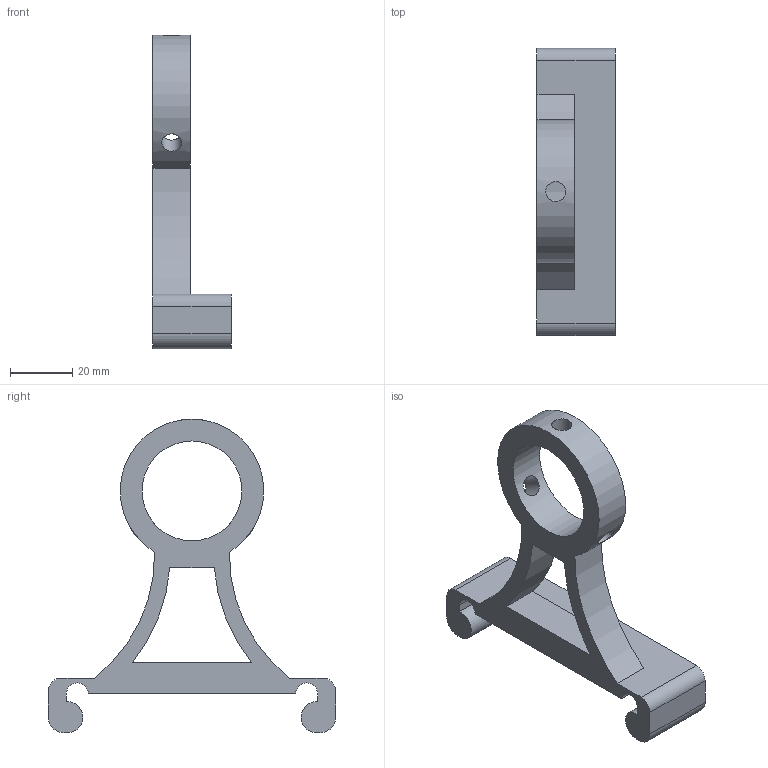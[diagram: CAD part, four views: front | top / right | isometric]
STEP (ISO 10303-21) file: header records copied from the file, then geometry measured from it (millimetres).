
FILE_DESCRIPTION(/* description */ (''),/* implementation_level */ '2;1');
FILE_NAME(/* name */ 'Rail-HeNeHolder.stp',/* time_stamp */ '2023-06-07T15:08:40+02:00',/* author */ ('hello'),/* organization */ (''),/* preprocessor_version */ 'ST-DEVELOPER v19.2',/* originating_system */ 'Autodesk Inventor 2023',/* authorisation */ '');
FILE_SCHEMA (('AUTOMOTIVE_DESIGN { 1 0 10303 214 3 1 1 }'));
Length unit declared in the file: millimetre
Products named in the file (1): Rail-HeNeHolder
Bounding box: 25 x 92 x 100.5 mm (x, y, z)
Volume: 33628.4 mm3; surface area: 15428 mm2
Topology: 1 solids, 1 shells, 30 faces, 90 edges, 62 vertices
Faces by surface type: cylinder 17, plane 13
Full cylindrical faces by diameter (mm): 6.4 x3, 32 x1
Entity records: 1276 total; most frequent: CARTESIAN_POINT 390, ORIENTED_EDGE 180, DIRECTION 168, EDGE_CURVE 90, VERTEX_POINT 62, AXIS2_PLACEMENT_3D 59, LINE 50, VECTOR 50
